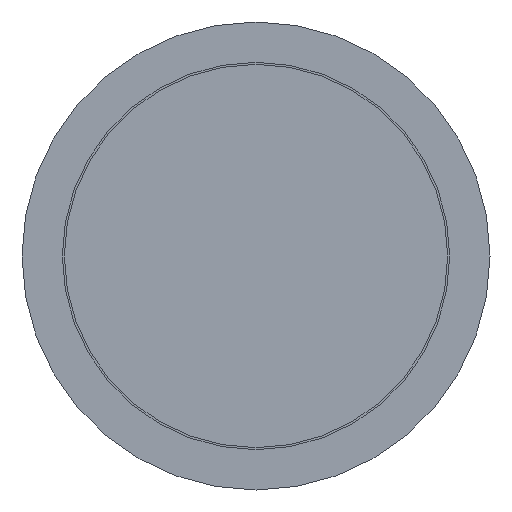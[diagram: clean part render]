
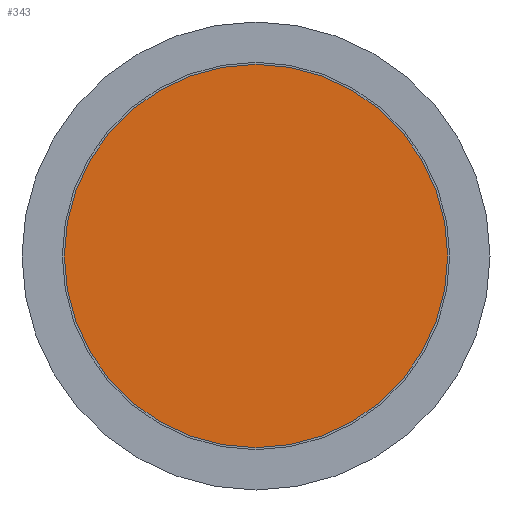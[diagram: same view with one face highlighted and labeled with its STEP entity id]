
A CAD part, front view. The second image highlights one B-rep face of the part: STEP entity #343.
In plain terms, the highlighted planar face has unit normal (0, -1, 0).
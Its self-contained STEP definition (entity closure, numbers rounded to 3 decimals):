
#19 = AXIS2_PLACEMENT_3D ( 'NONE', #22, #403, #31 ) ;
#22 = CARTESIAN_POINT ( 'NONE',  ( 0., 0., 0. ) ) ;
#31 = DIRECTION ( 'NONE',  ( 0., 0., -1. ) ) ;
#60 = PLANE ( 'NONE',  #211 ) ;
#108 = FACE_OUTER_BOUND ( 'NONE', #280, .T. ) ;
#211 = AXIS2_PLACEMENT_3D ( 'NONE', #275, #362, #356 ) ;
#216 = VERTEX_POINT ( 'NONE', #261 ) ;
#261 = CARTESIAN_POINT ( 'NONE',  ( 0., 0., -23.75 ) ) ;
#275 = CARTESIAN_POINT ( 'NONE',  ( -23.75, 0., 0. ) ) ;
#280 = EDGE_LOOP ( 'NONE', ( #377 ) ) ;
#320 = CIRCLE ( 'NONE', #19, 23.75 ) ;
#343 = ADVANCED_FACE ( 'NONE', ( #108 ), #60, .F. ) ;
#356 = DIRECTION ( 'NONE',  ( 0., 0., 1. ) ) ;
#362 = DIRECTION ( 'NONE',  ( 0., 1., 0. ) ) ;
#377 = ORIENTED_EDGE ( 'NONE', *, *, #378, .T. ) ;
#378 = EDGE_CURVE ( 'NONE', #216, #216, #320, .T. ) ;
#403 = DIRECTION ( 'NONE',  ( 0., -1., 0. ) ) ;
